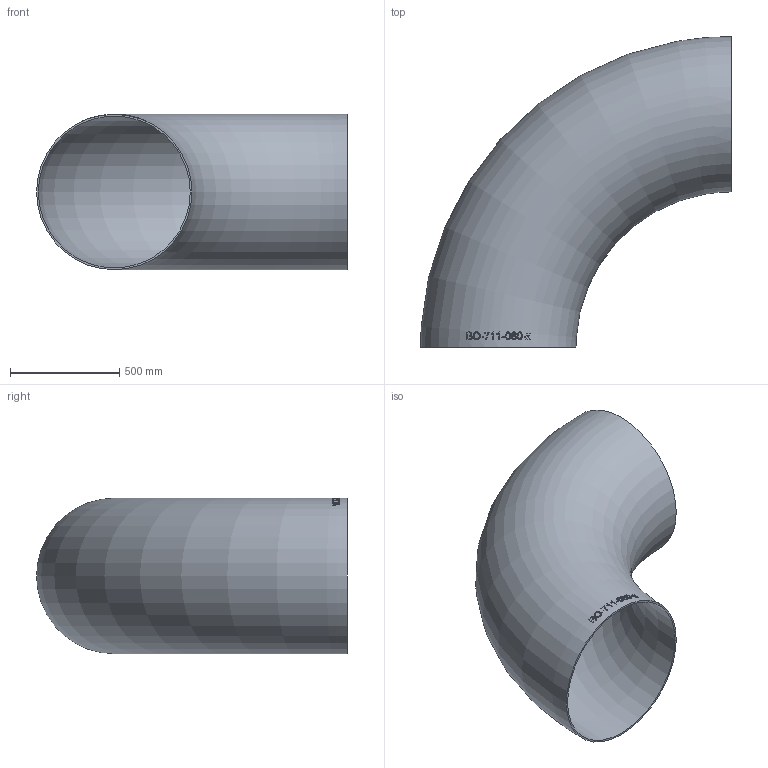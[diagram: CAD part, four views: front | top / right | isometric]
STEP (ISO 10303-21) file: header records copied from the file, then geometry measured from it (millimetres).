
FILE_DESCRIPTION (( 'STEP AP214' ), '1' );
FILE_NAME ('BO-711-080-x Bogen 2005.STEP', '2020-05-01T10:34:36', ( '' ), ( '' ), 'SwSTEP 2.0', 'SolidWorks 2019', '' );
FILE_SCHEMA (( 'AUTOMOTIVE_DESIGN' ));
Length unit declared in the file: millimetre
Products named in the file (1): BO-711-080-x Bogen 2005
Bounding box: 1422.6 x 1422.6 x 711.2 mm (x, y, z)
Volume: 29621144.6 mm3; surface area: 7440702.8 mm2
Topology: 1 solids, 1 shells, 135 faces, 346 edges, 231 vertices
Faces by surface type: bspline 112, torus 21, plane 2
Entity records: 38222 total; most frequent: CARTESIAN_POINT 34562, ORIENTED_EDGE 680, EDGE_CURVE 340, B_SPLINE_CURVE_WITH_KNOTS 336, VERTEX_POINT 228, EDGE_LOOP 158, FACE_OUTER_BOUND 137, ADVANCED_FACE 135
